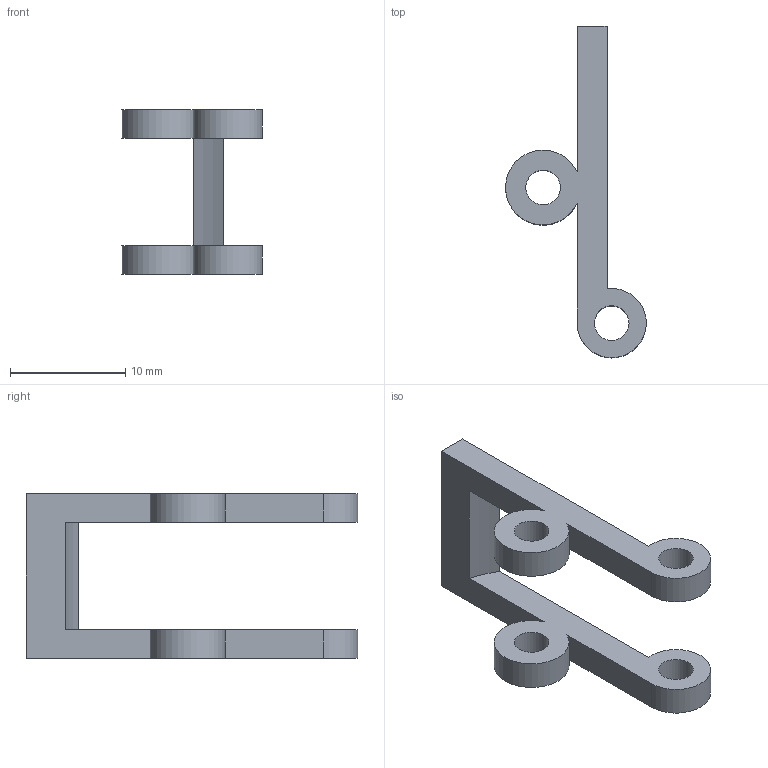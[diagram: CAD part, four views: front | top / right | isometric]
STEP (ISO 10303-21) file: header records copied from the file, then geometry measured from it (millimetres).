
FILE_DESCRIPTION(('FreeCAD Model'),'2;1');
FILE_NAME('Open CASCADE Shape Model','2025-01-08T07:50:04',('Author'),( ''),'Open CASCADE STEP processor 7.8','FreeCAD','Unknown');
FILE_SCHEMA(('AUTOMOTIVE_DESIGN { 1 0 10303 214 1 1 1 1 }'));
Length unit declared in the file: millimetre
Products named in the file (1): Pocket001
Bounding box: 12.19 x 28.75 x 14.3 mm (x, y, z)
Volume: 633.2 mm3; surface area: 1032.2 mm2
Topology: 1 solids, 1 shells, 18 faces, 50 edges, 34 vertices
Faces by surface type: plane 9, cylinder 9
Full cylindrical faces by diameter (mm): 3 x4
Entity records: 628 total; most frequent: DIRECTION 108, CARTESIAN_POINT 103, ORIENTED_EDGE 100, EDGE_CURVE 50, AXIS2_PLACEMENT_3D 39, VERTEX_POINT 34, LINE 30, VECTOR 30
